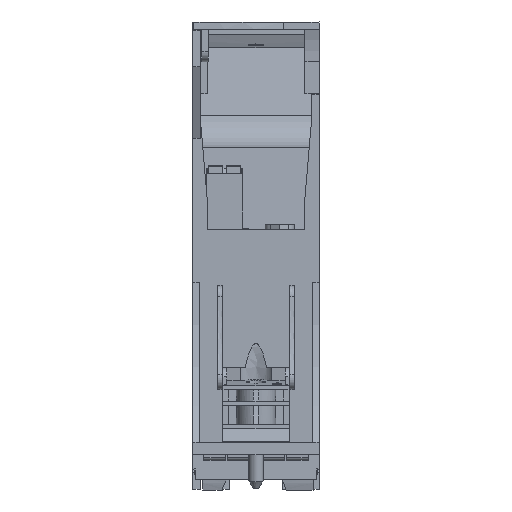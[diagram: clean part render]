
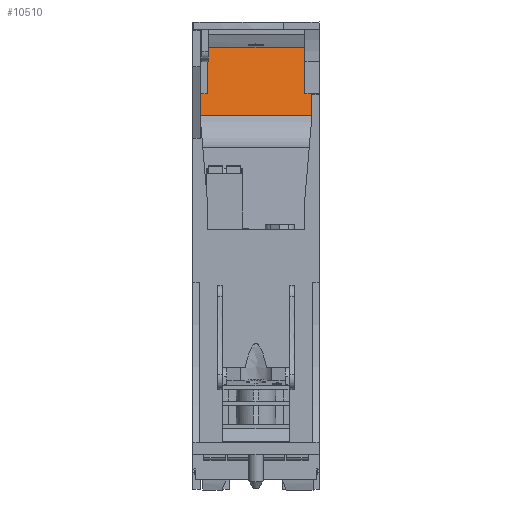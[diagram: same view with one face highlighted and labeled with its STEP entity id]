
A CAD part, front view. The second image highlights one B-rep face of the part: STEP entity #10510.
In plain terms, the highlighted planar face has unit normal (0, -0.985, 0.174).
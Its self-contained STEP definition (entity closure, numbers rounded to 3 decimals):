
#10510=ADVANCED_FACE('',(#14807),#12813,.T.);
#12813=PLANE('',#52534);
#14807=FACE_OUTER_BOUND('',#17260,.T.);
#17260=EDGE_LOOP('',(#23731,#23732,#23733,#23734,#23735,#23736,#23737,#23738));
#23731=ORIENTED_EDGE('',*,*,#35618,.F.);
#23732=ORIENTED_EDGE('',*,*,#35887,.F.);
#23733=ORIENTED_EDGE('',*,*,#35866,.F.);
#23734=ORIENTED_EDGE('',*,*,#37789,.T.);
#23735=ORIENTED_EDGE('',*,*,#35870,.T.);
#23736=ORIENTED_EDGE('',*,*,#37788,.F.);
#23737=ORIENTED_EDGE('',*,*,#35611,.F.);
#23738=ORIENTED_EDGE('',*,*,#37790,.T.);
#31442=VERTEX_POINT('',#66329);
#31443=VERTEX_POINT('',#66331);
#31445=VERTEX_POINT('',#66341);
#31446=VERTEX_POINT('',#66343);
#31655=VERTEX_POINT('',#66814);
#31670=VERTEX_POINT('',#66846);
#31674=VERTEX_POINT('',#66855);
#31675=VERTEX_POINT('',#66857);
#35611=EDGE_CURVE('',#31442,#31443,#41637,.T.);
#35618=EDGE_CURVE('',#31445,#31446,#41642,.T.);
#35866=EDGE_CURVE('',#31670,#31655,#41845,.T.);
#35870=EDGE_CURVE('',#31675,#31674,#41847,.T.);
#35887=EDGE_CURVE('',#31655,#31445,#41863,.T.);
#37788=EDGE_CURVE('',#31443,#31674,#43584,.T.);
#37789=EDGE_CURVE('',#31670,#31675,#43585,.T.);
#37790=EDGE_CURVE('',#31442,#31446,#43586,.T.);
#41637=LINE('',#66330,#46541);
#41642=LINE('',#66342,#46546);
#41845=LINE('',#66847,#46749);
#41847=LINE('',#66856,#46751);
#41863=LINE('',#66886,#46767);
#43584=LINE('',#71046,#48495);
#43585=LINE('',#71048,#48496);
#43586=LINE('',#71049,#48497);
#46541=VECTOR('',#54980,1.);
#46546=VECTOR('',#54993,1.);
#46749=VECTOR('',#55314,1.);
#46751=VECTOR('',#55322,1.);
#46767=VECTOR('',#55352,1.);
#48495=VECTOR('',#58918,1.);
#48496=VECTOR('',#58921,1.);
#48497=VECTOR('',#58922,1.);
#52534=AXIS2_PLACEMENT_3D('',#71050,#58923,#58924);
#54980=DIRECTION('',(0.,-0.174,-0.985));
#54993=DIRECTION('',(0.,0.174,0.985));
#55314=DIRECTION('',(0.,0.174,0.985));
#55322=DIRECTION('',(0.,0.174,0.985));
#55352=DIRECTION('',(-1.,0.,0.));
#58918=DIRECTION('',(-1.,0.,0.));
#58921=DIRECTION('',(1.,0.,0.));
#58922=DIRECTION('',(-1.,0.,0.));
#58923=DIRECTION('',(0.,-0.985,0.174));
#58924=DIRECTION('',(0.,-0.174,-0.985));
#66329=CARTESIAN_POINT('',(15.75,15.476,127.943));
#66330=CARTESIAN_POINT('',(15.75,14.836,124.328));
#66331=CARTESIAN_POINT('',(15.75,14.836,124.328));
#66341=CARTESIAN_POINT('',(-15.75,14.836,124.328));
#66342=CARTESIAN_POINT('',(-15.75,14.836,124.328));
#66343=CARTESIAN_POINT('',(-15.75,15.476,127.943));
#66814=CARTESIAN_POINT('',(-15.4,14.836,124.328));
#66846=CARTESIAN_POINT('',(-15.4,12.181,109.317));
#66847=CARTESIAN_POINT('',(-15.4,12.181,109.317));
#66855=CARTESIAN_POINT('',(15.4,14.836,124.328));
#66856=CARTESIAN_POINT('',(15.4,12.181,109.317));
#66857=CARTESIAN_POINT('',(15.4,12.181,109.317));
#66886=CARTESIAN_POINT('',(17.4,14.836,124.328));
#71046=CARTESIAN_POINT('',(17.4,14.836,124.328));
#71048=CARTESIAN_POINT('',(-15.4,12.181,109.317));
#71049=CARTESIAN_POINT('',(17.4,15.476,127.943));
#71050=CARTESIAN_POINT('',(17.4,14.836,124.328));
